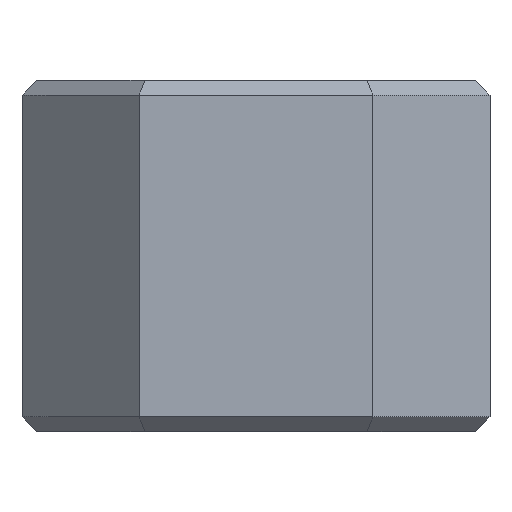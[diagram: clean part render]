
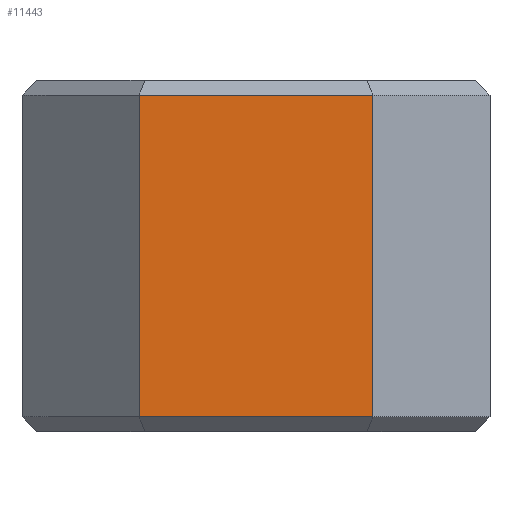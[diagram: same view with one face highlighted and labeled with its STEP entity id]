
A CAD part, front view. The second image highlights one B-rep face of the part: STEP entity #11443.
In plain terms, the highlighted planar face has unit normal (0, -1, 0).
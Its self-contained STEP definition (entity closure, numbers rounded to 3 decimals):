
#1529 = PLANE('',#1530);
#1530 = AXIS2_PLACEMENT_3D('',#1531,#1532,#1533);
#1531 = CARTESIAN_POINT('',(4.,0.25,0.25));
#1532 = DIRECTION('',(0.,-0.707,-0.707));
#1533 = DIRECTION('',(-1.,-0.,-0.));
#4017 = PLANE('',#4018);
#4018 = AXIS2_PLACEMENT_3D('',#4019,#4020,#4021);
#4019 = CARTESIAN_POINT('',(14.,2.,0.));
#4020 = DIRECTION('',(0.707,-0.707,0.));
#4021 = DIRECTION('',(-0.,-0.,-1.));
#4218 = PLANE('',#4219);
#4219 = AXIS2_PLACEMENT_3D('',#4220,#4221,#4222);
#4220 = CARTESIAN_POINT('',(2.,2.,0.));
#4221 = DIRECTION('',(-0.707,-0.707,0.));
#4222 = DIRECTION('',(0.,0.,1.));
#4349 = VERTEX_POINT('',#4350);
#4350 = CARTESIAN_POINT('',(12.,0.,0.5));
#4398 = VERTEX_POINT('',#4399);
#4399 = CARTESIAN_POINT('',(4.,0.,0.5));
#4447 = EDGE_CURVE('',#4398,#4349,#4448,.T.);
#4448 = SURFACE_CURVE('',#4449,(#4453,#4460),.PCURVE_S1.);
#4449 = LINE('',#4450,#4451);
#4450 = CARTESIAN_POINT('',(4.,0.,0.5));
#4451 = VECTOR('',#4452,1.);
#4452 = DIRECTION('',(1.,0.,0.));
#4453 = PCURVE('',#1529,#4454);
#4454 = DEFINITIONAL_REPRESENTATION('',(#4455),#4459);
#4455 = LINE('',#4456,#4457);
#4456 = CARTESIAN_POINT('',(-0.,-0.354));
#4457 = VECTOR('',#4458,1.);
#4458 = DIRECTION('',(-1.,0.));
#4459 = ( GEOMETRIC_REPRESENTATION_CONTEXT(2) 
PARAMETRIC_REPRESENTATION_CONTEXT() REPRESENTATION_CONTEXT('2D SPACE',''
  ) );
#4460 = PCURVE('',#4461,#4466);
#4461 = PLANE('',#4462);
#4462 = AXIS2_PLACEMENT_3D('',#4463,#4464,#4465);
#4463 = CARTESIAN_POINT('',(0.,0.,0.));
#4464 = DIRECTION('',(0.,1.,0.));
#4465 = DIRECTION('',(1.,0.,0.));
#4466 = DEFINITIONAL_REPRESENTATION('',(#4467),#4471);
#4467 = LINE('',#4468,#4469);
#4468 = CARTESIAN_POINT('',(4.,-0.5));
#4469 = VECTOR('',#4470,1.);
#4470 = DIRECTION('',(1.,0.));
#4471 = ( GEOMETRIC_REPRESENTATION_CONTEXT(2) 
PARAMETRIC_REPRESENTATION_CONTEXT() REPRESENTATION_CONTEXT('2D SPACE',''
  ) );
#5678 = PLANE('',#5679);
#5679 = AXIS2_PLACEMENT_3D('',#5680,#5681,#5682);
#5680 = CARTESIAN_POINT('',(4.,0.25,11.75));
#5681 = DIRECTION('',(0.,0.707,-0.707));
#5682 = DIRECTION('',(-1.,-0.,-0.));
#7884 = EDGE_CURVE('',#4349,#7885,#7887,.T.);
#7885 = VERTEX_POINT('',#7886);
#7886 = CARTESIAN_POINT('',(12.,0.,11.5));
#7887 = SURFACE_CURVE('',#7888,(#7892,#7899),.PCURVE_S1.);
#7888 = LINE('',#7889,#7890);
#7889 = CARTESIAN_POINT('',(12.,0.,0.));
#7890 = VECTOR('',#7891,1.);
#7891 = DIRECTION('',(0.,0.,1.));
#7892 = PCURVE('',#4017,#7893);
#7893 = DEFINITIONAL_REPRESENTATION('',(#7894),#7898);
#7894 = LINE('',#7895,#7896);
#7895 = CARTESIAN_POINT('',(-0.,-2.828));
#7896 = VECTOR('',#7897,1.);
#7897 = DIRECTION('',(-1.,0.));
#7898 = ( GEOMETRIC_REPRESENTATION_CONTEXT(2) 
PARAMETRIC_REPRESENTATION_CONTEXT() REPRESENTATION_CONTEXT('2D SPACE',''
  ) );
#7899 = PCURVE('',#4461,#7900);
#7900 = DEFINITIONAL_REPRESENTATION('',(#7901),#7905);
#7901 = LINE('',#7902,#7903);
#7902 = CARTESIAN_POINT('',(12.,0.));
#7903 = VECTOR('',#7904,1.);
#7904 = DIRECTION('',(0.,-1.));
#7905 = ( GEOMETRIC_REPRESENTATION_CONTEXT(2) 
PARAMETRIC_REPRESENTATION_CONTEXT() REPRESENTATION_CONTEXT('2D SPACE',''
  ) );
#11371 = EDGE_CURVE('',#4398,#11372,#11374,.T.);
#11372 = VERTEX_POINT('',#11373);
#11373 = CARTESIAN_POINT('',(4.,0.,11.5));
#11374 = SURFACE_CURVE('',#11375,(#11379,#11386),.PCURVE_S1.);
#11375 = LINE('',#11376,#11377);
#11376 = CARTESIAN_POINT('',(4.,0.,0.));
#11377 = VECTOR('',#11378,1.);
#11378 = DIRECTION('',(0.,0.,1.));
#11379 = PCURVE('',#4218,#11380);
#11380 = DEFINITIONAL_REPRESENTATION('',(#11381),#11385);
#11381 = LINE('',#11382,#11383);
#11382 = CARTESIAN_POINT('',(0.,-2.828));
#11383 = VECTOR('',#11384,1.);
#11384 = DIRECTION('',(1.,0.));
#11385 = ( GEOMETRIC_REPRESENTATION_CONTEXT(2) 
PARAMETRIC_REPRESENTATION_CONTEXT() REPRESENTATION_CONTEXT('2D SPACE',''
  ) );
#11386 = PCURVE('',#4461,#11387);
#11387 = DEFINITIONAL_REPRESENTATION('',(#11388),#11392);
#11388 = LINE('',#11389,#11390);
#11389 = CARTESIAN_POINT('',(4.,0.));
#11390 = VECTOR('',#11391,1.);
#11391 = DIRECTION('',(0.,-1.));
#11392 = ( GEOMETRIC_REPRESENTATION_CONTEXT(2) 
PARAMETRIC_REPRESENTATION_CONTEXT() REPRESENTATION_CONTEXT('2D SPACE',''
  ) );
#11443 = ADVANCED_FACE('',(#11444),#4461,.F.);
#11444 = FACE_BOUND('',#11445,.F.);
#11445 = EDGE_LOOP('',(#11446,#11447,#11468,#11469));
#11446 = ORIENTED_EDGE('',*,*,#11371,.T.);
#11447 = ORIENTED_EDGE('',*,*,#11448,.T.);
#11448 = EDGE_CURVE('',#11372,#7885,#11449,.T.);
#11449 = SURFACE_CURVE('',#11450,(#11454,#11461),.PCURVE_S1.);
#11450 = LINE('',#11451,#11452);
#11451 = CARTESIAN_POINT('',(4.,0.,11.5));
#11452 = VECTOR('',#11453,1.);
#11453 = DIRECTION('',(1.,0.,0.));
#11454 = PCURVE('',#4461,#11455);
#11455 = DEFINITIONAL_REPRESENTATION('',(#11456),#11460);
#11456 = LINE('',#11457,#11458);
#11457 = CARTESIAN_POINT('',(4.,-11.5));
#11458 = VECTOR('',#11459,1.);
#11459 = DIRECTION('',(1.,0.));
#11460 = ( GEOMETRIC_REPRESENTATION_CONTEXT(2) 
PARAMETRIC_REPRESENTATION_CONTEXT() REPRESENTATION_CONTEXT('2D SPACE',''
  ) );
#11461 = PCURVE('',#5678,#11462);
#11462 = DEFINITIONAL_REPRESENTATION('',(#11463),#11467);
#11463 = LINE('',#11464,#11465);
#11464 = CARTESIAN_POINT('',(-0.,-0.354));
#11465 = VECTOR('',#11466,1.);
#11466 = DIRECTION('',(-1.,0.));
#11467 = ( GEOMETRIC_REPRESENTATION_CONTEXT(2) 
PARAMETRIC_REPRESENTATION_CONTEXT() REPRESENTATION_CONTEXT('2D SPACE',''
  ) );
#11468 = ORIENTED_EDGE('',*,*,#7884,.F.);
#11469 = ORIENTED_EDGE('',*,*,#4447,.F.);
